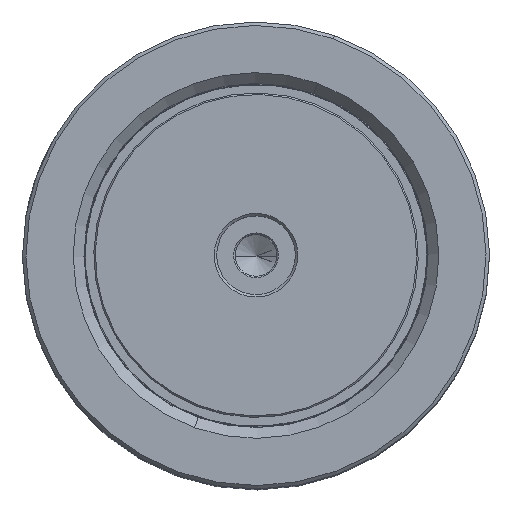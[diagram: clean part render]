
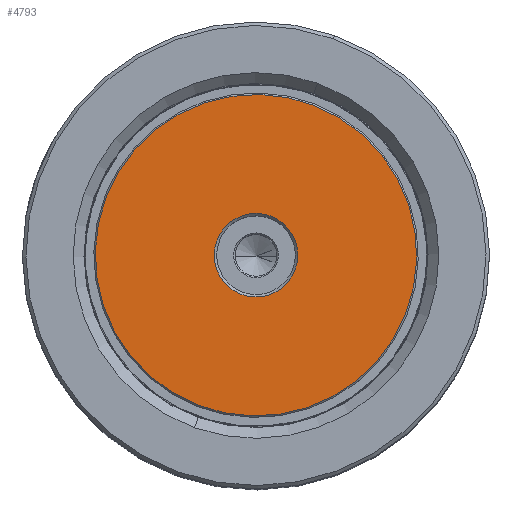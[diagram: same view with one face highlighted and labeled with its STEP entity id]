
A CAD part, top view. The second image highlights one B-rep face of the part: STEP entity #4793.
In plain terms, the highlighted face is planar.
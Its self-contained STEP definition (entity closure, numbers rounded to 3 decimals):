
#431 = CARTESIAN_POINT ( 'NONE',  ( -32.7, 0., 0. ) ) ;
#1327 = CARTESIAN_POINT ( 'NONE',  ( -8.5, 0., 0. ) ) ;
#4793 = ADVANCED_FACE ( 'NONE', ( #52655, #21051 ), #35843, .F. ) ;
#6335 = AXIS2_PLACEMENT_3D ( 'NONE', #9171, #35642, #22225 ) ;
#7233 = CIRCLE ( 'NONE', #14365, 32.7 ) ;
#8049 = AXIS2_PLACEMENT_3D ( 'NONE', #38229, #51469, #21127 ) ;
#9171 = CARTESIAN_POINT ( 'NONE',  ( 0., 0., 0. ) ) ;
#10479 = AXIS2_PLACEMENT_3D ( 'NONE', #37816, #16504, #38216 ) ;
#10607 = CARTESIAN_POINT ( 'NONE',  ( 8.5, 0., 0. ) ) ;
#10742 = CARTESIAN_POINT ( 'NONE',  ( 0., 0., 0. ) ) ;
#11061 = EDGE_CURVE ( 'NONE', #25291, #54987, #56464, .T. ) ;
#12172 = ORIENTED_EDGE ( 'NONE', *, *, #17329, .T. ) ;
#13517 = DIRECTION ( 'NONE',  ( 0., 0., -1. ) ) ;
#14365 = AXIS2_PLACEMENT_3D ( 'NONE', #10742, #19197, #41481 ) ;
#16504 = DIRECTION ( 'NONE',  ( 0., 0., 1. ) ) ;
#17329 = EDGE_CURVE ( 'NONE', #54987, #25291, #45376, .T. ) ;
#19197 = DIRECTION ( 'NONE',  ( 0., 0., -1. ) ) ;
#19274 = EDGE_CURVE ( 'NONE', #27807, #28996, #46110, .T. ) ;
#21051 = FACE_BOUND ( 'NONE', #23318, .T. ) ;
#21127 = DIRECTION ( 'NONE',  ( 1., 0., 0. ) ) ;
#22225 = DIRECTION ( 'NONE',  ( 1., 0., 0. ) ) ;
#23318 = EDGE_LOOP ( 'NONE', ( #38777, #12172 ) ) ;
#25291 = VERTEX_POINT ( 'NONE', #1327 ) ;
#27755 = EDGE_LOOP ( 'NONE', ( #36450, #56030 ) ) ;
#27807 = VERTEX_POINT ( 'NONE', #56290 ) ;
#28996 = VERTEX_POINT ( 'NONE', #431 ) ;
#35642 = DIRECTION ( 'NONE',  ( 0., 0., 1. ) ) ;
#35765 = CARTESIAN_POINT ( 'NONE',  ( 0., 0., 0. ) ) ;
#35843 = PLANE ( 'NONE',  #6335 ) ;
#36450 = ORIENTED_EDGE ( 'NONE', *, *, #19274, .T. ) ;
#37816 = CARTESIAN_POINT ( 'NONE',  ( 0., 0., 0. ) ) ;
#38216 = DIRECTION ( 'NONE',  ( 1., 0., 0. ) ) ;
#38229 = CARTESIAN_POINT ( 'NONE',  ( 0., 0., 0. ) ) ;
#38777 = ORIENTED_EDGE ( 'NONE', *, *, #11061, .T. ) ;
#40045 = EDGE_CURVE ( 'NONE', #28996, #27807, #7233, .T. ) ;
#41481 = DIRECTION ( 'NONE',  ( 1., 0., 0. ) ) ;
#43064 = AXIS2_PLACEMENT_3D ( 'NONE', #35765, #13517, #52877 ) ;
#45376 = CIRCLE ( 'NONE', #8049, 8.5 ) ;
#46110 = CIRCLE ( 'NONE', #43064, 32.7 ) ;
#51469 = DIRECTION ( 'NONE',  ( 0., 0., 1. ) ) ;
#52655 = FACE_OUTER_BOUND ( 'NONE', #27755, .T. ) ;
#52877 = DIRECTION ( 'NONE',  ( 1., 0., 0. ) ) ;
#54987 = VERTEX_POINT ( 'NONE', #10607 ) ;
#56030 = ORIENTED_EDGE ( 'NONE', *, *, #40045, .T. ) ;
#56290 = CARTESIAN_POINT ( 'NONE',  ( 32.7, 0., 0. ) ) ;
#56464 = CIRCLE ( 'NONE', #10479, 8.5 ) ;
